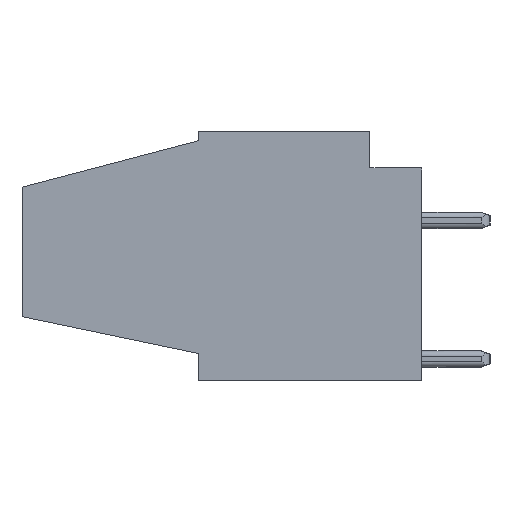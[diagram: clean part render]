
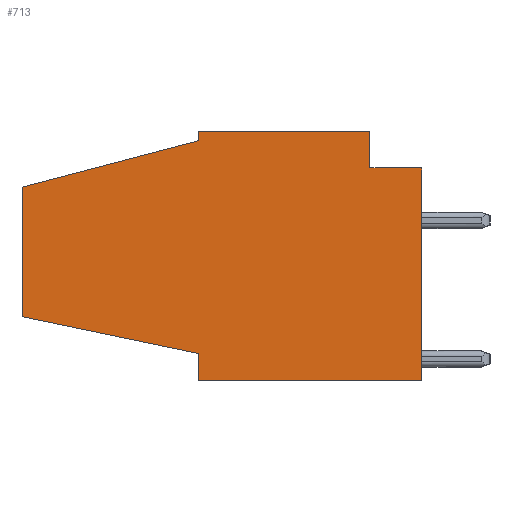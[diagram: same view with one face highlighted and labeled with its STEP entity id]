
A CAD part, left-side view. The second image highlights one B-rep face of the part: STEP entity #713.
In plain terms, the highlighted planar face has unit normal (-1, 0, 0).
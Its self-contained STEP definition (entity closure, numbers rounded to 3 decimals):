
#713 = ADVANCED_FACE( '', ( #1403 ), #1404, .F. );
#1403 = FACE_OUTER_BOUND( '', #2117, .T. );
#1404 = PLANE( '', #2118 );
#2117 = EDGE_LOOP( '', ( #3867, #3868, #3869, #3870, #3871, #3872, #3873, #3874, #3875, #3876 ) );
#2118 = AXIS2_PLACEMENT_3D( '', #3877, #3878, #3879 );
#3867 = ORIENTED_EDGE( '', *, *, #5376, .F. );
#3868 = ORIENTED_EDGE( '', *, *, #5149, .F. );
#3869 = ORIENTED_EDGE( '', *, *, #4757, .T. );
#3870 = ORIENTED_EDGE( '', *, *, #5290, .T. );
#3871 = ORIENTED_EDGE( '', *, *, #5351, .T. );
#3872 = ORIENTED_EDGE( '', *, *, #5377, .T. );
#3873 = ORIENTED_EDGE( '', *, *, #5090, .F. );
#3874 = ORIENTED_EDGE( '', *, *, #5103, .T. );
#3875 = ORIENTED_EDGE( '', *, *, #5199, .F. );
#3876 = ORIENTED_EDGE( '', *, *, #5378, .F. );
#3877 = CARTESIAN_POINT( '', ( 0., 51.003, -17.43 ) );
#3878 = DIRECTION( '', ( 1., 0., 0. ) );
#3879 = DIRECTION( '', ( 0., -1., 0. ) );
#4757 = EDGE_CURVE( '', #5769, #5770, #5771, .T. );
#5090 = EDGE_CURVE( '', #6318, #6320, #6321, .T. );
#5103 = EDGE_CURVE( '', #6318, #6335, #6337, .T. );
#5149 = EDGE_CURVE( '', #5769, #6404, #6405, .T. );
#5199 = EDGE_CURVE( '', #6469, #6335, #6471, .T. );
#5290 = EDGE_CURVE( '', #5770, #6594, #6595, .T. );
#5351 = EDGE_CURVE( '', #6594, #6678, #6680, .T. );
#5376 = EDGE_CURVE( '', #6404, #6710, #6711, .T. );
#5377 = EDGE_CURVE( '', #6678, #6320, #6712, .T. );
#5378 = EDGE_CURVE( '', #6710, #6469, #6713, .T. );
#5769 = VERTEX_POINT( '', #7219 );
#5770 = VERTEX_POINT( '', #7220 );
#5771 = LINE( '', #7221, #7222 );
#6318 = VERTEX_POINT( '', #8147 );
#6320 = VERTEX_POINT( '', #8150 );
#6321 = LINE( '', #8151, #8152 );
#6335 = VERTEX_POINT( '', #8173 );
#6337 = LINE( '', #8176, #8177 );
#6404 = VERTEX_POINT( '', #8279 );
#6405 = LINE( '', #8280, #8281 );
#6469 = VERTEX_POINT( '', #8388 );
#6471 = LINE( '', #8391, #8392 );
#6594 = VERTEX_POINT( '', #8616 );
#6595 = LINE( '', #8617, #8618 );
#6678 = VERTEX_POINT( '', #8747 );
#6680 = LINE( '', #8750, #8751 );
#6710 = VERTEX_POINT( '', #8794 );
#6711 = LINE( '', #8795, #8796 );
#6712 = LINE( '', #8797, #8798 );
#6713 = LINE( '', #8799, #8800 );
#7219 = CARTESIAN_POINT( '', ( 0., 16.4, 2.7 ) );
#7220 = CARTESIAN_POINT( '', ( 0., 16.4, 2. ) );
#7221 = CARTESIAN_POINT( '', ( 0., 16.4, -9.056 ) );
#7222 = VECTOR( '', #9175, 1000. );
#8147 = CARTESIAN_POINT( '', ( 0., 16.4, -15.6 ) );
#8150 = CARTESIAN_POINT( '', ( 0., 16.4, -13.6 ) );
#8151 = CARTESIAN_POINT( '', ( 0., 16.4, -9.056 ) );
#8152 = VECTOR( '', #9507, 1000. );
#8173 = CARTESIAN_POINT( '', ( 0., 0., -15.6 ) );
#8176 = CARTESIAN_POINT( '', ( 0., 7.836, -15.6 ) );
#8177 = VECTOR( '', #9516, 1000. );
#8279 = CARTESIAN_POINT( '', ( 0., 3.8, 2.7 ) );
#8280 = CARTESIAN_POINT( '', ( 0., 7.836, 2.7 ) );
#8281 = VECTOR( '', #9552, 1000. );
#8388 = CARTESIAN_POINT( '', ( 0., 0., 0. ) );
#8391 = CARTESIAN_POINT( '', ( 0., 0., -9.056 ) );
#8392 = VECTOR( '', #9597, 1000. );
#8616 = CARTESIAN_POINT( '', ( 0., 29.3, -1.4 ) );
#8617 = CARTESIAN_POINT( '', ( 0., 7.836, 4.257 ) );
#8618 = VECTOR( '', #9687, 1000. );
#8747 = CARTESIAN_POINT( '', ( 0., 29.3, -10.9 ) );
#8750 = CARTESIAN_POINT( '', ( 0., 29.3, -9.056 ) );
#8751 = VECTOR( '', #9741, 1000. );
#8794 = CARTESIAN_POINT( '', ( 0., 3.8, 0. ) );
#8795 = CARTESIAN_POINT( '', ( 0., 3.8, -9.056 ) );
#8796 = VECTOR( '', #9755, 1000. );
#8797 = CARTESIAN_POINT( '', ( 0., 7.836, -15.393 ) );
#8798 = VECTOR( '', #9756, 1000. );
#8799 = CARTESIAN_POINT( '', ( 0., 7.836, 0. ) );
#8800 = VECTOR( '', #9757, 1000. );
#9175 = DIRECTION( '', ( 0., 0., -1. ) );
#9507 = DIRECTION( '', ( 0., 0., 1. ) );
#9516 = DIRECTION( '', ( 0., -1., 0. ) );
#9552 = DIRECTION( '', ( 0., -1., 0. ) );
#9597 = DIRECTION( '', ( 0., 0., -1. ) );
#9687 = DIRECTION( '', ( 0., 0.967, -0.255 ) );
#9741 = DIRECTION( '', ( 0., 0., -1. ) );
#9755 = DIRECTION( '', ( 0., 0., -1. ) );
#9756 = DIRECTION( '', ( 0., -0.979, -0.205 ) );
#9757 = DIRECTION( '', ( 0., -1., 0. ) );
